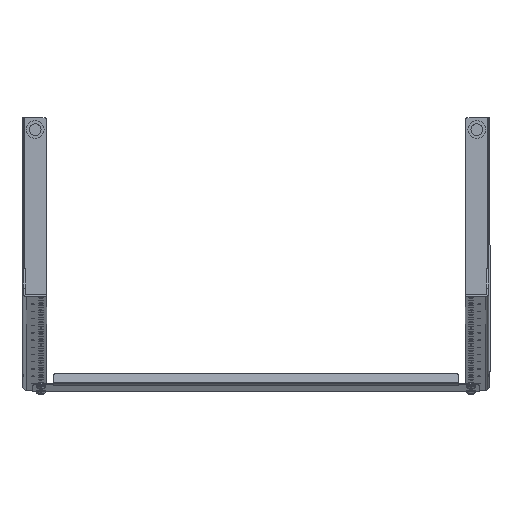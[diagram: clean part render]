
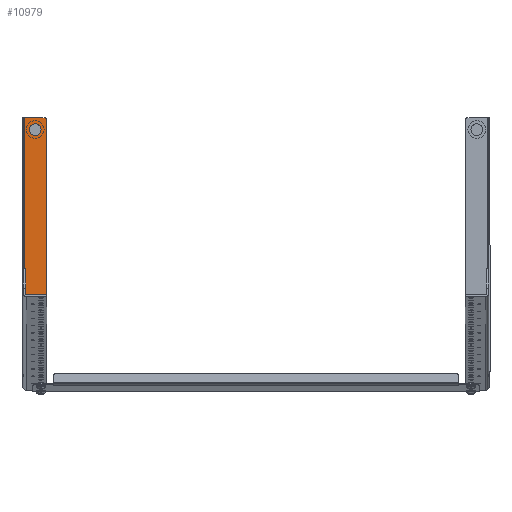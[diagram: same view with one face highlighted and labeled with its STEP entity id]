
A CAD part, top view. The second image highlights one B-rep face of the part: STEP entity #10979.
In plain terms, the highlighted planar face has unit normal (0, 0, 1).
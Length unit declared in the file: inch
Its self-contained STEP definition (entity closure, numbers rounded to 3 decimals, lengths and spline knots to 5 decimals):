
#62 = EDGE_CURVE ( 'NONE', #5849, #5921, #5512, .T. ) ;
#333 = ORIENTED_EDGE ( 'NONE', *, *, #10369, .F. ) ;
#599 = LINE ( 'NONE', #4756, #3256 ) ;
#739 = VECTOR ( 'NONE', #6380, 39.37008 ) ;
#948 = ORIENTED_EDGE ( 'NONE', *, *, #62, .F. ) ;
#1068 = CARTESIAN_POINT ( 'NONE',  ( 0., 0., -1.693 ) ) ;
#1204 = FACE_BOUND ( 'NONE', #4612, .T. ) ;
#1320 = EDGE_CURVE ( 'NONE', #5921, #11152, #3933, .T. ) ;
#1419 = CIRCLE ( 'NONE', #12779, 0.25 ) ;
#1553 = ORIENTED_EDGE ( 'NONE', *, *, #2014, .F. ) ;
#1672 = AXIS2_PLACEMENT_3D ( 'NONE', #8912, #12226, #10342 ) ;
#1904 = AXIS2_PLACEMENT_3D ( 'NONE', #1068, #12302, #3315 ) ;
#1943 = CARTESIAN_POINT ( 'NONE',  ( -0.057, 5.75, -1.693 ) ) ;
#2014 = EDGE_CURVE ( 'NONE', #11152, #7543, #599, .T. ) ;
#2024 = DIRECTION ( 'NONE',  ( 0., 0., 1. ) ) ;
#2095 = CARTESIAN_POINT ( 'NONE',  ( 0.5055, 5.25, -1.693 ) ) ;
#3059 = DIRECTION ( 'NONE',  ( 0., 0., -1. ) ) ;
#3241 = AXIS2_PLACEMENT_3D ( 'NONE', #6180, #3059, #4146 ) ;
#3256 = VECTOR ( 'NONE', #13660, 39.37008 ) ;
#3315 = DIRECTION ( 'NONE',  ( -1., 0., 0. ) ) ;
#3480 = CARTESIAN_POINT ( 'NONE',  ( 0.8805, 5.75, -1.693 ) ) ;
#3817 = CARTESIAN_POINT ( 'NONE',  ( 0.029, 5.75, -1.693 ) ) ;
#3865 = CARTESIAN_POINT ( 'NONE',  ( 0.7555, -5.25, -1.693 ) ) ;
#3933 = CIRCLE ( 'NONE', #3241, 0.125 ) ;
#4146 = DIRECTION ( 'NONE',  ( 1., 0., 0. ) ) ;
#4344 = CARTESIAN_POINT ( 'NONE',  ( 0.029, 5.75, -1.693 ) ) ;
#4491 = FACE_OUTER_BOUND ( 'NONE', #10156, .T. ) ;
#4612 = EDGE_LOOP ( 'NONE', ( #333 ) ) ;
#4756 = CARTESIAN_POINT ( 'NONE',  ( 0., -5.75, -1.693 ) ) ;
#4908 = CIRCLE ( 'NONE', #13701, 0.25 ) ;
#5512 = LINE ( 'NONE', #9929, #8712 ) ;
#5849 = VERTEX_POINT ( 'NONE', #12410 ) ;
#5921 = VERTEX_POINT ( 'NONE', #9591 ) ;
#5993 = ORIENTED_EDGE ( 'NONE', *, *, #10838, .T. ) ;
#6100 = DIRECTION ( 'NONE',  ( 0., 0., 1. ) ) ;
#6180 = CARTESIAN_POINT ( 'NONE',  ( 0.8805, -5.625, -1.693 ) ) ;
#6322 = CIRCLE ( 'NONE', #1672, 0.125 ) ;
#6380 = DIRECTION ( 'NONE',  ( 1., 0., 0. ) ) ;
#7031 = ORIENTED_EDGE ( 'NONE', *, *, #8937, .F. ) ;
#7543 = VERTEX_POINT ( 'NONE', #9208 ) ;
#7610 = LINE ( 'NONE', #4344, #10954 ) ;
#8477 = DIRECTION ( 'NONE',  ( 0., -1., 0. ) ) ;
#8553 = DIRECTION ( 'NONE',  ( 0., -1., 0. ) ) ;
#8712 = VECTOR ( 'NONE', #8553, 39.37008 ) ;
#8747 = VERTEX_POINT ( 'NONE', #3480 ) ;
#8912 = CARTESIAN_POINT ( 'NONE',  ( 0.8805, 5.625, -1.693 ) ) ;
#8913 = PLANE ( 'NONE',  #1904 ) ;
#8937 = EDGE_CURVE ( 'NONE', #12642, #12642, #4908, .T. ) ;
#9208 = CARTESIAN_POINT ( 'NONE',  ( 0.029, -5.75, -1.693 ) ) ;
#9581 = ORIENTED_EDGE ( 'NONE', *, *, #1320, .F. ) ;
#9591 = CARTESIAN_POINT ( 'NONE',  ( 1.0055, -5.625, -1.693 ) ) ;
#9811 = EDGE_CURVE ( 'NONE', #8747, #5849, #6322, .T. ) ;
#9929 = CARTESIAN_POINT ( 'NONE',  ( 1.0055, 0., -1.693 ) ) ;
#9963 = VERTEX_POINT ( 'NONE', #11049 ) ;
#10156 = EDGE_LOOP ( 'NONE', ( #9581, #948, #10730, #12555, #5993, #1553 ) ) ;
#10200 = FACE_BOUND ( 'NONE', #11153, .T. ) ;
#10308 = DIRECTION ( 'NONE',  ( 1., 0., 0. ) ) ;
#10342 = DIRECTION ( 'NONE',  ( 1., 0., 0. ) ) ;
#10369 = EDGE_CURVE ( 'NONE', #9963, #9963, #1419, .T. ) ;
#10730 = ORIENTED_EDGE ( 'NONE', *, *, #9811, .F. ) ;
#10838 = EDGE_CURVE ( 'NONE', #12426, #7543, #7610, .T. ) ;
#10856 = EDGE_CURVE ( 'NONE', #12426, #8747, #11881, .T. ) ;
#10954 = VECTOR ( 'NONE', #8477, 39.37008 ) ;
#10979 = ADVANCED_FACE ( 'NONE', ( #10200, #4491, #1204 ), #8913, .F. ) ;
#11049 = CARTESIAN_POINT ( 'NONE',  ( 0.7555, 5.25, -1.693 ) ) ;
#11152 = VERTEX_POINT ( 'NONE', #13670 ) ;
#11153 = EDGE_LOOP ( 'NONE', ( #7031 ) ) ;
#11881 = LINE ( 'NONE', #1943, #739 ) ;
#12226 = DIRECTION ( 'NONE',  ( 0., 0., -1. ) ) ;
#12302 = DIRECTION ( 'NONE',  ( 0., 0., -1. ) ) ;
#12410 = CARTESIAN_POINT ( 'NONE',  ( 1.0055, 5.625, -1.693 ) ) ;
#12426 = VERTEX_POINT ( 'NONE', #3817 ) ;
#12555 = ORIENTED_EDGE ( 'NONE', *, *, #10856, .F. ) ;
#12642 = VERTEX_POINT ( 'NONE', #3865 ) ;
#12684 = CARTESIAN_POINT ( 'NONE',  ( 0.5055, -5.25, -1.693 ) ) ;
#12779 = AXIS2_PLACEMENT_3D ( 'NONE', #2095, #2024, #12903 ) ;
#12903 = DIRECTION ( 'NONE',  ( 1., 0., 0. ) ) ;
#13660 = DIRECTION ( 'NONE',  ( -1., 0., 0. ) ) ;
#13670 = CARTESIAN_POINT ( 'NONE',  ( 0.8805, -5.75, -1.693 ) ) ;
#13701 = AXIS2_PLACEMENT_3D ( 'NONE', #12684, #6100, #10308 ) ;
